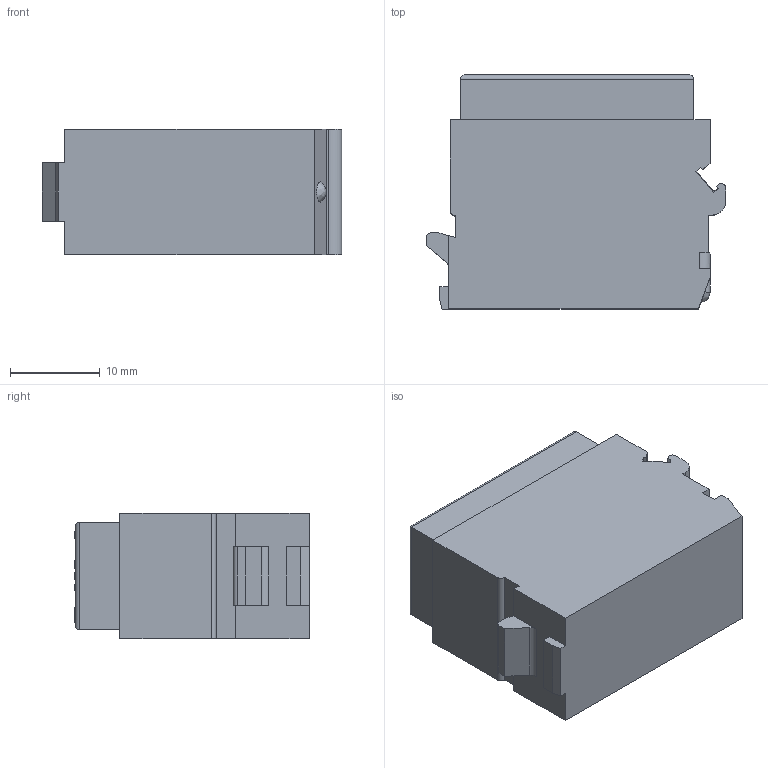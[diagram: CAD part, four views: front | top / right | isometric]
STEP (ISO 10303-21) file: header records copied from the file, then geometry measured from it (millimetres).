
FILE_DESCRIPTION((''),'2;1');
FILE_NAME('00175560102','2020-08-06T',('presta_be4'),(''),'CREO PARAMETRIC BY PTC INC, 2018360','CREO PARAMETRIC BY PTC INC, 2018360','');
FILE_SCHEMA(('CONFIG_CONTROL_DESIGN'));
Products named in the file (1): 00175560102
Bounding box: 33.45 x 26.17 x 14 mm (x, y, z)
Volume: 6665.7 mm3; surface area: 10665.9 mm2
Topology: 13 solids, 13 shells, 3063 faces, 8629 edges, 5678 vertices
Faces by surface type: plane 1506, cylinder 957, torus 306, cone 209, bspline 77, sphere 8
Entity records: 114854 total; most frequent: CARTESIAN_POINT 35068, ORIENTED_EDGE 17202, DIRECTION 16615, EDGE_CURVE 8601, AXIS2_PLACEMENT_3D 6195, VERTEX_POINT 5678, VECTOR 4225, LINE 4225
